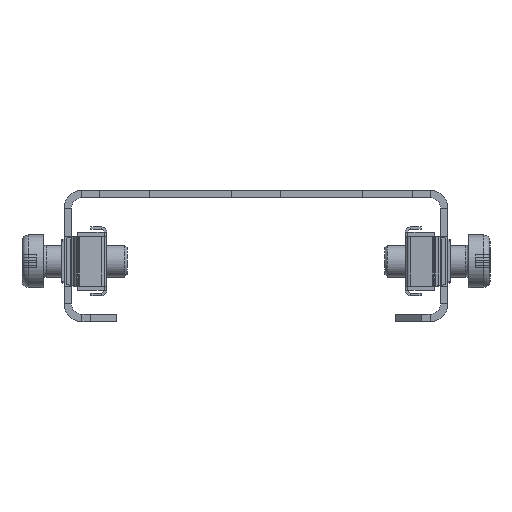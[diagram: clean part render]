
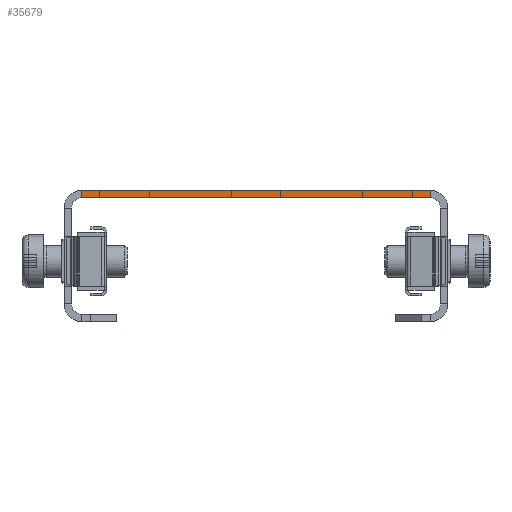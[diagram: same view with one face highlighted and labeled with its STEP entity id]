
A CAD part, left-side view. The second image highlights one B-rep face of the part: STEP entity #35679.
In plain terms, the highlighted planar face has unit normal (-1, 0, 0).
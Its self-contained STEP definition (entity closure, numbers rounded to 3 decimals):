
#1238 = CARTESIAN_POINT ( 'NONE',  ( -445.5, 33.1, 12.5 ) ) ;
#2293 = CARTESIAN_POINT ( 'NONE',  ( -445.5, -33.1, 12.5 ) ) ;
#3644 = CARTESIAN_POINT ( 'NONE',  ( -445.5, -33.1, 11.1 ) ) ;
#4859 = CARTESIAN_POINT ( 'NONE',  ( -445.5, 33.1, 12.5 ) ) ;
#7090 = EDGE_CURVE ( 'NONE', #40645, #42105, #15536, .T. ) ;
#8243 = FACE_OUTER_BOUND ( 'NONE', #52046, .T. ) ;
#9138 = CARTESIAN_POINT ( 'NONE',  ( -445.5, -33.1, 11.1 ) ) ;
#11794 = PLANE ( 'NONE',  #55027 ) ;
#12130 = VECTOR ( 'NONE', #44728, 1000. ) ;
#15536 = LINE ( 'NONE', #16453, #23569 ) ;
#16453 = CARTESIAN_POINT ( 'NONE',  ( -445.5, 36.5, 12.5 ) ) ;
#20581 = DIRECTION ( 'NONE',  ( -1., 0., 0. ) ) ;
#20940 = DIRECTION ( 'NONE',  ( 0., 1., 0. ) ) ;
#23569 = VECTOR ( 'NONE', #20940, 1000. ) ;
#23571 = VECTOR ( 'NONE', #37049, 1000. ) ;
#29327 = CARTESIAN_POINT ( 'NONE',  ( -445.5, 33.1, 11.1 ) ) ;
#35679 = ADVANCED_FACE ( 'NONE', ( #8243 ), #11794, .T. ) ;
#36232 = LINE ( 'NONE', #45458, #51510 ) ;
#36606 = EDGE_CURVE ( 'NONE', #42105, #37626, #47560, .T. ) ;
#36984 = DIRECTION ( 'NONE',  ( 0., 0., 1. ) ) ;
#37049 = DIRECTION ( 'NONE',  ( 0., 0., 1. ) ) ;
#37626 = VERTEX_POINT ( 'NONE', #29327 ) ;
#39779 = ORIENTED_EDGE ( 'NONE', *, *, #54775, .F. ) ;
#40645 = VERTEX_POINT ( 'NONE', #2293 ) ;
#42105 = VERTEX_POINT ( 'NONE', #4859 ) ;
#44728 = DIRECTION ( 'NONE',  ( 0., 0., -1. ) ) ;
#45458 = CARTESIAN_POINT ( 'NONE',  ( -445.5, 36.5, 11.1 ) ) ;
#45743 = CARTESIAN_POINT ( 'NONE',  ( -445.5, 35.1, 9.1 ) ) ;
#46251 = LINE ( 'NONE', #3644, #23571 ) ;
#47560 = LINE ( 'NONE', #1238, #12130 ) ;
#48115 = ORIENTED_EDGE ( 'NONE', *, *, #7090, .T. ) ;
#48484 = ORIENTED_EDGE ( 'NONE', *, *, #49251, .T. ) ;
#49199 = DIRECTION ( 'NONE',  ( 0., 1., 0. ) ) ;
#49251 = EDGE_CURVE ( 'NONE', #49904, #40645, #46251, .T. ) ;
#49904 = VERTEX_POINT ( 'NONE', #9138 ) ;
#50361 = ORIENTED_EDGE ( 'NONE', *, *, #36606, .T. ) ;
#51510 = VECTOR ( 'NONE', #49199, 1000. ) ;
#52046 = EDGE_LOOP ( 'NONE', ( #48115, #50361, #39779, #48484 ) ) ;
#54775 = EDGE_CURVE ( 'NONE', #49904, #37626, #36232, .T. ) ;
#55027 = AXIS2_PLACEMENT_3D ( 'NONE', #45743, #20581, #36984 ) ;
